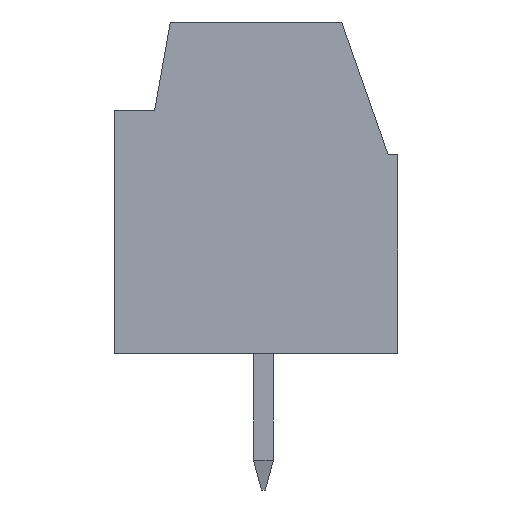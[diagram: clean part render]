
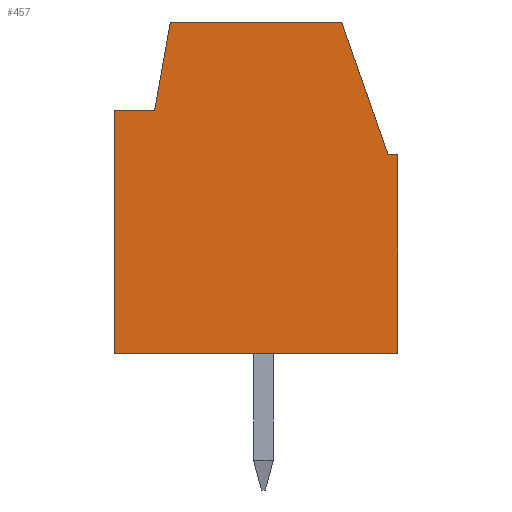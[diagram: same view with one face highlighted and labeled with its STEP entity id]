
A CAD part, left-side view. The second image highlights one B-rep face of the part: STEP entity #457.
In plain terms, the highlighted planar face has unit normal (-1, 0, 0).
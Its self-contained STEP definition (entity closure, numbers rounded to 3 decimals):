
#95 = VERTEX_POINT('',#96);
#96 = CARTESIAN_POINT('',(-3.556,3.837,-0.002));
#102 = EDGE_CURVE('',#95,#103,#105,.T.);
#103 = VERTEX_POINT('',#104);
#104 = CARTESIAN_POINT('',(-3.556,-3.453,-0.002));
#105 = LINE('',#106,#107);
#106 = CARTESIAN_POINT('',(-3.556,3.837,-0.002));
#107 = VECTOR('',#108,1.);
#108 = DIRECTION('',(0.,-1.,0.));
#194 = VERTEX_POINT('',#195);
#195 = CARTESIAN_POINT('',(-3.556,3.837,6.247));
#201 = EDGE_CURVE('',#194,#95,#202,.T.);
#202 = LINE('',#203,#204);
#203 = CARTESIAN_POINT('',(-3.556,3.837,6.247));
#204 = VECTOR('',#205,1.);
#205 = DIRECTION('',(0.,0.,-1.));
#218 = VERTEX_POINT('',#219);
#219 = CARTESIAN_POINT('',(-3.556,2.795,6.247));
#225 = EDGE_CURVE('',#218,#194,#226,.T.);
#226 = LINE('',#227,#228);
#227 = CARTESIAN_POINT('',(-3.556,2.795,6.247));
#228 = VECTOR('',#229,1.);
#229 = DIRECTION('',(0.,1.,0.));
#242 = VERTEX_POINT('',#243);
#243 = CARTESIAN_POINT('',(-3.556,2.392,8.507));
#249 = EDGE_CURVE('',#242,#218,#250,.T.);
#250 = LINE('',#251,#252);
#251 = CARTESIAN_POINT('',(-3.556,2.392,8.507));
#252 = VECTOR('',#253,1.);
#253 = DIRECTION('',(0.,0.176,-0.984)
  );
#266 = VERTEX_POINT('',#267);
#267 = CARTESIAN_POINT('',(-3.556,-2.008,8.507));
#273 = EDGE_CURVE('',#266,#242,#274,.T.);
#274 = LINE('',#275,#276);
#275 = CARTESIAN_POINT('',(-3.556,-2.008,8.507));
#276 = VECTOR('',#277,1.);
#277 = DIRECTION('',(0.,1.,0.));
#330 = VERTEX_POINT('',#331);
#331 = CARTESIAN_POINT('',(-3.556,-3.199,5.104));
#337 = EDGE_CURVE('',#330,#266,#338,.T.);
#338 = LINE('',#339,#340);
#339 = CARTESIAN_POINT('',(-3.556,-3.199,5.104));
#340 = VECTOR('',#341,1.);
#341 = DIRECTION('',(0.,0.33,0.944)
  );
#354 = VERTEX_POINT('',#355);
#355 = CARTESIAN_POINT('',(-3.556,-3.453,5.104));
#361 = EDGE_CURVE('',#354,#330,#362,.T.);
#362 = LINE('',#363,#364);
#363 = CARTESIAN_POINT('',(-3.556,-3.453,5.104));
#364 = VECTOR('',#365,1.);
#365 = DIRECTION('',(0.,1.,0.));
#378 = EDGE_CURVE('',#103,#354,#379,.T.);
#379 = LINE('',#380,#381);
#380 = CARTESIAN_POINT('',(-3.556,-3.453,-0.002));
#381 = VECTOR('',#382,1.);
#382 = DIRECTION('',(0.,0.,1.));
#457 = ADVANCED_FACE('',(#458),#468,.T.);
#458 = FACE_BOUND('',#459,.F.);
#459 = EDGE_LOOP('',(#460,#461,#462,#463,#464,#465,#466,#467));
#460 = ORIENTED_EDGE('',*,*,#102,.F.);
#461 = ORIENTED_EDGE('',*,*,#201,.F.);
#462 = ORIENTED_EDGE('',*,*,#225,.F.);
#463 = ORIENTED_EDGE('',*,*,#249,.F.);
#464 = ORIENTED_EDGE('',*,*,#273,.F.);
#465 = ORIENTED_EDGE('',*,*,#337,.F.);
#466 = ORIENTED_EDGE('',*,*,#361,.F.);
#467 = ORIENTED_EDGE('',*,*,#378,.F.);
#468 = PLANE('',#469);
#469 = AXIS2_PLACEMENT_3D('',#470,#471,#472);
#470 = CARTESIAN_POINT('',(-3.556,0.192,-0.002));
#471 = DIRECTION('',(-1.,0.,0.));
#472 = DIRECTION('',(0.,-1.,0.));
